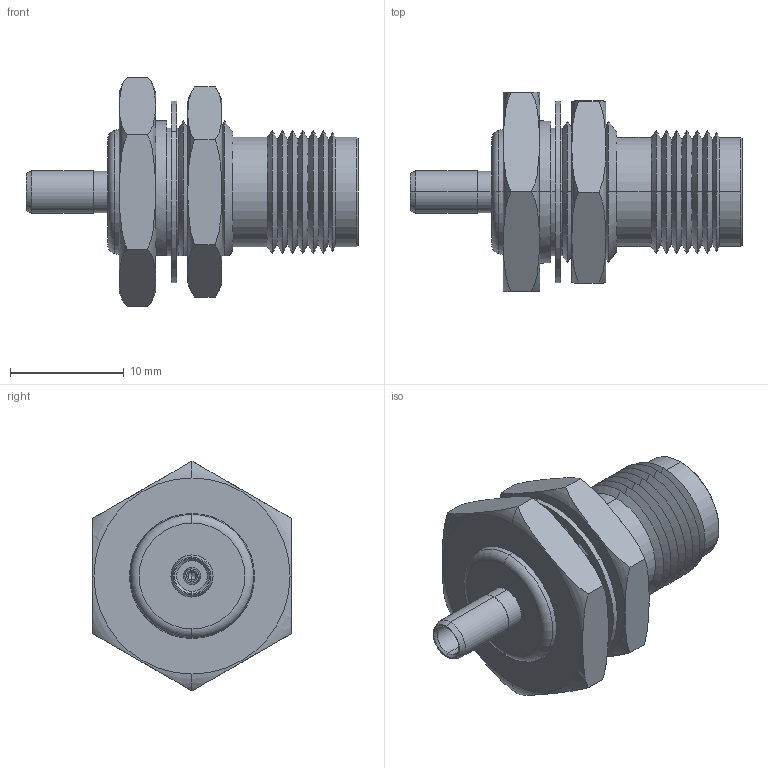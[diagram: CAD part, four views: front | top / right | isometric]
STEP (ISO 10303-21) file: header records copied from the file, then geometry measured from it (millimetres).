
FILE_DESCRIPTION (( 'STEP AP214' ), '1' );
FILE_NAME ('ARTJ-3704.STEP', '2014-02-06T15:53:52', ( 'L-Com' ), ( 'L-Com Global Connectivity' ), 'SwSTEP 2.0', 'SolidWorks 2012', '' );
FILE_SCHEMA (( 'AUTOMOTIVE_DESIGN' ));
Length unit declared in the file: inch
Products named in the file (4): ARTJ-3704_NUT; ARTJ-3704_Washer; ARTJ-3704-Body; ARTJ-3704
Assembly tree (3 placements, depth 2):
  ARTJ-3704
    ARTJ-3704-Body
    ARTJ-3704_Washer
    ARTJ-3704_NUT
Bounding box: 29.2 x 17.5 x 20.21 mm (x, y, z)
Volume: 2466 mm3; surface area: 3186.3 mm2
Topology: 3 solids, 3 shells, 261 faces, 621 edges, 384 vertices
Faces by surface type: cone 89, cylinder 75, plane 75, torus 20, sphere 2
Entity records: 9852 total; most frequent: CARTESIAN_POINT 1752, DIRECTION 1371, ORIENTED_EDGE 1238, EDGE_CURVE 619, AXIS2_PLACEMENT_3D 541, VERTEX_POINT 384, VECTOR 289, LINE 289
